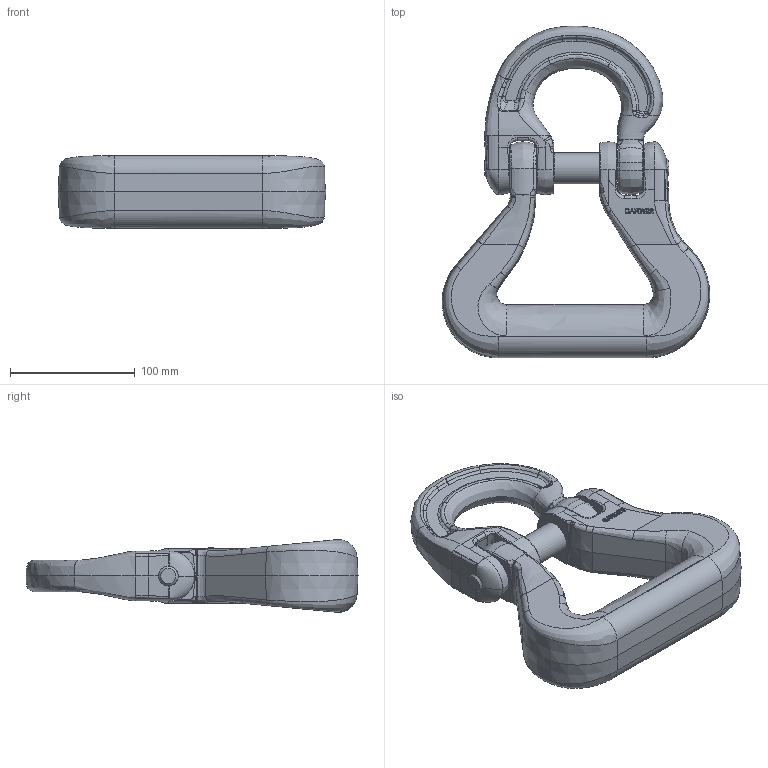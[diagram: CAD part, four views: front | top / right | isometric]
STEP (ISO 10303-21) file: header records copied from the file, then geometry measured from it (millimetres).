
FILE_DESCRIPTION(/* description */ (''),/* implementation_level */ '2;1');
FILE_NAME(/* name */ 'CARW 22 Kundenmodell zusa.stp',/* time_stamp */ '2018-01-22T13:21:34+01:00',/* author */ (''),/* organization */ (''),/* preprocessor_version */ 'ST-DEVELOPER v16',/* originating_system */ 'SIEMENS PLM Software NX 11.0',/* authorisation */ '');
FILE_SCHEMA (('AUTOMOTIVE_DESIGN { 1 0 10303 214 3 1 1 1 }'));
Products named in the file (1): zer0984417By3bm
Bounding box: 214.91 x 266.54 x 58.35 mm (x, y, z)
Volume: 1094579.7 mm3; surface area: 133191.5 mm2
Topology: 4 solids, 4 shells, 545 faces, 1359 edges, 825 vertices
Faces by surface type: bspline 238, plane 107, extrusion 55, cone 52, cylinder 49, torus 30, sphere 14
Full cylindrical faces by diameter (mm): 16 x8, 25 x1
Entity records: 37031 total; most frequent: CARTESIAN_POINT 26646, ORIENTED_EDGE 2680, EDGE_CURVE 1340, DIRECTION 1298, VERTEX_POINT 820, B_SPLINE_CURVE_WITH_KNOTS 807, EDGE_LOOP 576, ADVANCED_FACE 545
